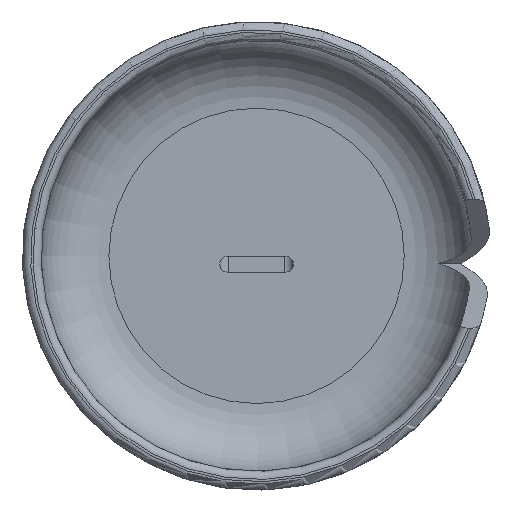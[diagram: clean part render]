
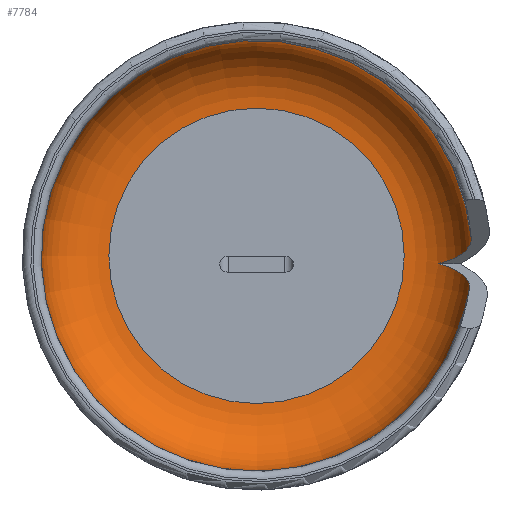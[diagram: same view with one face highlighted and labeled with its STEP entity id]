
A CAD part, front view. The second image highlights one B-rep face of the part: STEP entity #7784.
In plain terms, the highlighted toroidal (fillet/blend) face has major radius 20.873 mm and minor radius 9.566 mm.
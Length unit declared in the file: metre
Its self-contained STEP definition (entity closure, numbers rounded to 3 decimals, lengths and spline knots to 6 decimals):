
#314=TOROIDAL_SURFACE('',#8271,0.020873,0.009566);
#361=CIRCLE('',#8263,0.030439);
#365=CIRCLE('',#8270,0.020873);
#1860=ORIENTED_EDGE('',*,*,#4358,.F.);
#1861=ORIENTED_EDGE('',*,*,#4359,.T.);
#1862=ORIENTED_EDGE('',*,*,#4349,.F.);
#1863=ORIENTED_EDGE('',*,*,#4357,.F.);
#4349=EDGE_CURVE('',#5595,#5596,#361,.F.);
#4357=EDGE_CURVE('',#5603,#5603,#365,.T.);
#4358=EDGE_CURVE('',#5604,#5595,#6331,.T.);
#4359=EDGE_CURVE('',#5604,#5596,#6332,.T.);
#5595=VERTEX_POINT('',#10515);
#5596=VERTEX_POINT('',#10516);
#5603=VERTEX_POINT('',#10532);
#5604=VERTEX_POINT('',#10540);
#6331=B_SPLINE_CURVE_WITH_KNOTS('',3,(#10534,#10535,#10536,#10537,#10538,
#10539),.UNSPECIFIED.,.F.,.F.,(4,1,1,4),(0.,0.00259,
0.00518,0.01036),.UNSPECIFIED.);
#6332=B_SPLINE_CURVE_WITH_KNOTS('',3,(#10541,#10542,#10543,#10544,#10545,
#10546,#10547),.UNSPECIFIED.,.F.,.F.,(4,1,1,1,4),(0.,0.002617,
0.005233,0.007849,0.010465),
 .UNSPECIFIED.);
#6768=EDGE_LOOP('',(#1860,#1861,#1862));
#6769=EDGE_LOOP('',(#1863));
#7234=FACE_BOUND('',#6768,.T.);
#7235=FACE_BOUND('',#6769,.T.);
#7784=ADVANCED_FACE('',(#7234,#7235),#314,.F.);
#8263=AXIS2_PLACEMENT_3D('',#10514,#8578,#8579);
#8270=AXIS2_PLACEMENT_3D('',#10531,#8594,#8595);
#8271=AXIS2_PLACEMENT_3D('',#10533,#8596,#8597);
#8578=DIRECTION('',(0.,-1.,0.));
#8579=DIRECTION('',(0.,0.,-1.));
#8594=DIRECTION('',(0.,-1.,0.));
#8595=DIRECTION('',(0.,0.,-1.));
#8596=DIRECTION('',(0.,-1.,0.));
#8597=DIRECTION('',(0.,0.,-1.));
#10514=CARTESIAN_POINT('',(0.,-0.012614,0.0011));
#10515=CARTESIAN_POINT('',(0.03008,-0.012614,-0.003564));
#10516=CARTESIAN_POINT('',(0.030339,-0.012614,0.003564));
#10531=CARTESIAN_POINT('',(0.,-0.003048,0.0011));
#10532=CARTESIAN_POINT('',(0.,-0.003048,-0.019773));
#10533=CARTESIAN_POINT('',(0.,-0.012614,0.0011));
#10534=CARTESIAN_POINT('',(0.025751,-0.004399,0.));
#10535=CARTESIAN_POINT('',(0.026483,-0.00484,-0.000191));
#10536=CARTESIAN_POINT('',(0.027782,-0.005894,-0.000648));
#10537=CARTESIAN_POINT('',(0.029698,-0.008599,-0.001822));
#10538=CARTESIAN_POINT('',(0.030188,-0.011011,-0.002868));
#10539=CARTESIAN_POINT('',(0.03008,-0.012614,-0.003564));
#10540=CARTESIAN_POINT('',(0.025751,-0.004399,0.));
#10541=CARTESIAN_POINT('',(0.025751,-0.004399,0.));
#10542=CARTESIAN_POINT('',(0.026495,-0.004838,0.00019));
#10543=CARTESIAN_POINT('',(0.027823,-0.005884,0.000644));
#10544=CARTESIAN_POINT('',(0.029323,-0.0079,0.001519));
#10545=CARTESIAN_POINT('',(0.030208,-0.010199,0.002516));
#10546=CARTESIAN_POINT('',(0.030368,-0.011803,0.003212));
#10547=CARTESIAN_POINT('',(0.030339,-0.012614,0.003564));
